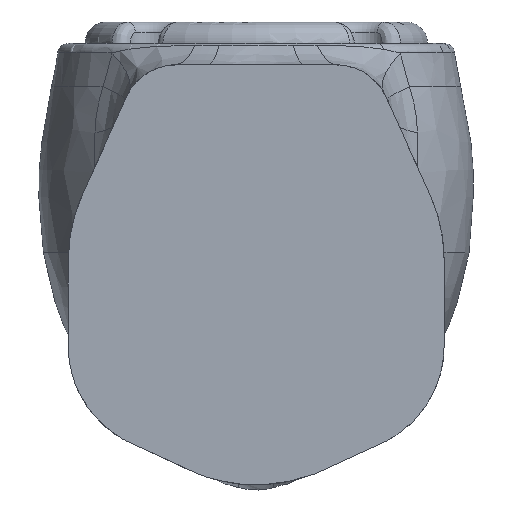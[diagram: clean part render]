
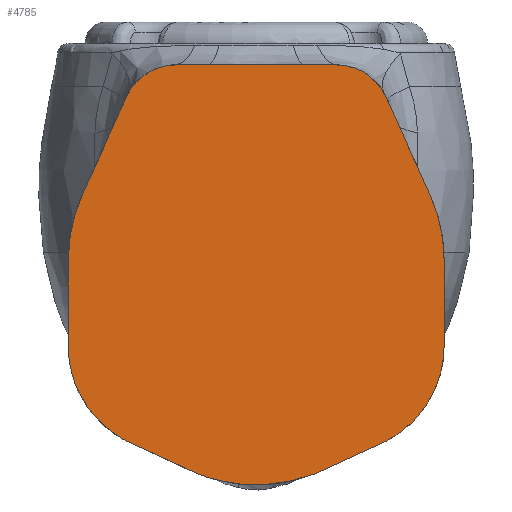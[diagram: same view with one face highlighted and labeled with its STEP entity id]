
A CAD part, front view. The second image highlights one B-rep face of the part: STEP entity #4785.
In plain terms, the highlighted planar face has unit normal (0, -1, 0).
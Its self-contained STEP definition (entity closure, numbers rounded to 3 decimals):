
#269=B_SPLINE_CURVE_WITH_KNOTS('',3,(#11337,#11338,#11339,#11340,#11341,
#11342,#11343),.UNSPECIFIED.,.F.,.F.,(4,3,4),(0.,1.286,2.25),
 .UNSPECIFIED.);
#271=B_SPLINE_CURVE_WITH_KNOTS('',3,(#11367,#11368,#11369,#11370,#11371,
#11372),.UNSPECIFIED.,.F.,.F.,(4,2,4),(0.443,1.383,
1.904),.UNSPECIFIED.);
#273=B_SPLINE_CURVE_WITH_KNOTS('',3,(#11379,#11380,#11381,#11382,#11383,
#11384,#11385),.UNSPECIFIED.,.F.,.F.,(4,3,4),(-1.904,-1.383,
-0.443),.UNSPECIFIED.);
#274=B_SPLINE_CURVE_WITH_KNOTS('',3,(#11387,#11388,#11389,#11390,#11391,
#11392,#11393,#11394,#11395,#11396),.UNSPECIFIED.,.F.,.F.,(4,3,3,4),(0.,
0.625,1.251,2.189),.UNSPECIFIED.);
#275=B_SPLINE_CURVE_WITH_KNOTS('',3,(#11415,#11416,#11417,#11418,#11419,
#11420,#11421,#11422,#11423,#11424),.UNSPECIFIED.,.F.,.F.,(4,3,3,4),(0.,
0.938,1.564,2.189),.UNSPECIFIED.);
#531=PLANE('',#5304);
#789=FACE_OUTER_BOUND('',#1117,.T.);
#1117=EDGE_LOOP('',(#4164,#4165,#4166,#4167,#4168,#4169,#4170,#4171,#4172,
#4173,#4174,#4175,#4176,#4177));
#1328=LINE('',#11398,#1505);
#1329=LINE('',#11402,#1506);
#1330=LINE('',#11406,#1507);
#1331=LINE('',#11410,#1508);
#1332=LINE('',#11414,#1509);
#1505=VECTOR('',#6401,10.);
#1506=VECTOR('',#6404,10.);
#1507=VECTOR('',#6407,10.);
#1508=VECTOR('',#6410,10.);
#1509=VECTOR('',#6413,10.);
#1791=CIRCLE('',#5305,30.);
#1792=CIRCLE('',#5306,10.);
#1793=CIRCLE('',#5307,10.);
#1794=CIRCLE('',#5308,30.);
#2208=VERTEX_POINT('',#11331);
#2209=VERTEX_POINT('',#11336);
#2210=VERTEX_POINT('',#11366);
#2211=VERTEX_POINT('',#11378);
#2212=VERTEX_POINT('',#11386);
#2213=VERTEX_POINT('',#11397);
#2214=VERTEX_POINT('',#11399);
#2215=VERTEX_POINT('',#11401);
#2216=VERTEX_POINT('',#11403);
#2217=VERTEX_POINT('',#11405);
#2218=VERTEX_POINT('',#11407);
#2219=VERTEX_POINT('',#11409);
#2220=VERTEX_POINT('',#11411);
#2221=VERTEX_POINT('',#11413);
#2881=EDGE_CURVE('',#2208,#2209,#269,.T.);
#2883=EDGE_CURVE('',#2210,#2209,#271,.T.);
#2885=EDGE_CURVE('',#2208,#2211,#273,.T.);
#2886=EDGE_CURVE('',#2212,#2211,#274,.T.);
#2887=EDGE_CURVE('',#2212,#2213,#1328,.T.);
#2888=EDGE_CURVE('',#2214,#2213,#1791,.T.);
#2889=EDGE_CURVE('',#2214,#2215,#1329,.T.);
#2890=EDGE_CURVE('',#2215,#2216,#1792,.T.);
#2891=EDGE_CURVE('',#2216,#2217,#1330,.T.);
#2892=EDGE_CURVE('',#2217,#2218,#1793,.T.);
#2893=EDGE_CURVE('',#2218,#2219,#1331,.T.);
#2894=EDGE_CURVE('',#2220,#2219,#1794,.T.);
#2895=EDGE_CURVE('',#2220,#2221,#1332,.T.);
#2896=EDGE_CURVE('',#2210,#2221,#275,.T.);
#4164=ORIENTED_EDGE('',*,*,#2881,.F.);
#4165=ORIENTED_EDGE('',*,*,#2885,.T.);
#4166=ORIENTED_EDGE('',*,*,#2886,.F.);
#4167=ORIENTED_EDGE('',*,*,#2887,.T.);
#4168=ORIENTED_EDGE('',*,*,#2888,.F.);
#4169=ORIENTED_EDGE('',*,*,#2889,.T.);
#4170=ORIENTED_EDGE('',*,*,#2890,.T.);
#4171=ORIENTED_EDGE('',*,*,#2891,.T.);
#4172=ORIENTED_EDGE('',*,*,#2892,.T.);
#4173=ORIENTED_EDGE('',*,*,#2893,.T.);
#4174=ORIENTED_EDGE('',*,*,#2894,.F.);
#4175=ORIENTED_EDGE('',*,*,#2895,.T.);
#4176=ORIENTED_EDGE('',*,*,#2896,.F.);
#4177=ORIENTED_EDGE('',*,*,#2883,.T.);
#4785=ADVANCED_FACE('',(#789),#531,.T.);
#5304=AXIS2_PLACEMENT_3D('',#11377,#6399,#6400);
#5305=AXIS2_PLACEMENT_3D('',#11400,#6402,#6403);
#5306=AXIS2_PLACEMENT_3D('',#11404,#6405,#6406);
#5307=AXIS2_PLACEMENT_3D('',#11408,#6408,#6409);
#5308=AXIS2_PLACEMENT_3D('',#11412,#6411,#6412);
#6399=DIRECTION('center_axis',(0.,-1.,0.));
#6400=DIRECTION('ref_axis',(1.,0.,0.));
#6401=DIRECTION('',(0.,0.,1.));
#6402=DIRECTION('center_axis',(0.,1.,0.));
#6403=DIRECTION('ref_axis',(0.978,0.,0.21));
#6404=DIRECTION('',(-0.411,0.,0.911));
#6405=DIRECTION('center_axis',(0.,-1.,0.));
#6406=DIRECTION('ref_axis',(1.,0.,0.));
#6407=DIRECTION('',(-1.,0.,0.));
#6408=DIRECTION('center_axis',(0.,-1.,0.));
#6409=DIRECTION('ref_axis',(0.,0.,1.));
#6410=DIRECTION('',(-0.411,0.,-0.911));
#6411=DIRECTION('center_axis',(0.,1.,0.));
#6412=DIRECTION('ref_axis',(-0.978,0.,0.21));
#6413=DIRECTION('',(0.,0.,-1.));
#11331=CARTESIAN_POINT('',(10.958,-70.,-76.119));
#11336=CARTESIAN_POINT('',(-10.958,-70.,-76.119));
#11337=CARTESIAN_POINT('Ctrl Pts',(10.958,-70.,-76.119));
#11338=CARTESIAN_POINT('Ctrl Pts',(6.98,-70.,-77.68));
#11339=CARTESIAN_POINT('Ctrl Pts',(2.665,-70.,-78.377));
#11340=CARTESIAN_POINT('Ctrl Pts',(-1.602,-70.,-78.15));
#11341=CARTESIAN_POINT('Ctrl Pts',(-4.802,-70.,-77.98));
#11342=CARTESIAN_POINT('Ctrl Pts',(-7.974,-70.,-77.29));
#11343=CARTESIAN_POINT('Ctrl Pts',(-10.958,-70.,-76.119));
#11366=CARTESIAN_POINT('',(-24.222,-70.,-70.026));
#11367=CARTESIAN_POINT('Ctrl Pts',(-24.222,-70.,-70.026));
#11368=CARTESIAN_POINT('Ctrl Pts',(-21.442,-70.,-71.47));
#11369=CARTESIAN_POINT('Ctrl Pts',(-18.626,-70.,-72.843));
#11370=CARTESIAN_POINT('Ctrl Pts',(-14.175,-70.,-74.814));
#11371=CARTESIAN_POINT('Ctrl Pts',(-12.574,-70.,-75.485));
#11372=CARTESIAN_POINT('Ctrl Pts',(-10.958,-70.,-76.119));
#11377=CARTESIAN_POINT('Origin',(0.,-70.,-40.));
#11378=CARTESIAN_POINT('',(24.222,-70.,-70.026));
#11379=CARTESIAN_POINT('Ctrl Pts',(10.958,-70.,-76.119));
#11380=CARTESIAN_POINT('Ctrl Pts',(12.574,-70.,-75.485));
#11381=CARTESIAN_POINT('Ctrl Pts',(14.175,-70.,-74.814));
#11382=CARTESIAN_POINT('Ctrl Pts',(15.762,-70.,-74.111));
#11383=CARTESIAN_POINT('Ctrl Pts',(18.626,-70.,-72.843));
#11384=CARTESIAN_POINT('Ctrl Pts',(21.442,-70.,-71.47));
#11385=CARTESIAN_POINT('Ctrl Pts',(24.222,-70.,-70.026));
#11386=CARTESIAN_POINT('',(35.,-70.,-52.279));
#11387=CARTESIAN_POINT('Ctrl Pts',(35.,-70.,-52.279));
#11388=CARTESIAN_POINT('Ctrl Pts',(35.,-70.,-54.359));
#11389=CARTESIAN_POINT('Ctrl Pts',(34.672,-70.,-56.437));
#11390=CARTESIAN_POINT('Ctrl Pts',(34.034,-70.,-58.415));
#11391=CARTESIAN_POINT('Ctrl Pts',(33.396,-70.,-60.394));
#11392=CARTESIAN_POINT('Ctrl Pts',(32.448,-70.,-62.273));
#11393=CARTESIAN_POINT('Ctrl Pts',(31.233,-70.,-63.96));
#11394=CARTESIAN_POINT('Ctrl Pts',(29.411,-70.,-66.491));
#11395=CARTESIAN_POINT('Ctrl Pts',(26.99,-70.,-68.588));
#11396=CARTESIAN_POINT('Ctrl Pts',(24.222,-70.,-70.026));
#11397=CARTESIAN_POINT('',(35.,-70.,-36.458));
#11398=CARTESIAN_POINT('',(35.,-70.,-80.));
#11399=CARTESIAN_POINT('',(32.343,-70.,-24.114));
#11400=CARTESIAN_POINT('Origin',(5.,-70.,-36.458));
#11401=CARTESIAN_POINT('',(24.114,-70.,-5.886));
#11402=CARTESIAN_POINT('',(35.,-70.,-30.));
#11403=CARTESIAN_POINT('',(15.,-70.,0.));
#11404=CARTESIAN_POINT('Origin',(15.,-70.,-10.));
#11405=CARTESIAN_POINT('',(-15.,-70.,0.));
#11406=CARTESIAN_POINT('',(15.,-70.,0.));
#11407=CARTESIAN_POINT('',(-24.114,-70.,-5.886));
#11408=CARTESIAN_POINT('Origin',(-15.,-70.,-10.));
#11409=CARTESIAN_POINT('',(-32.343,-70.,-24.114));
#11410=CARTESIAN_POINT('',(-24.114,-70.,-5.886));
#11411=CARTESIAN_POINT('',(-35.,-70.,-36.458));
#11412=CARTESIAN_POINT('Origin',(-5.,-70.,-36.458));
#11413=CARTESIAN_POINT('',(-35.,-70.,-52.279));
#11414=CARTESIAN_POINT('',(-35.,-70.,-30.));
#11415=CARTESIAN_POINT('Ctrl Pts',(-24.222,-70.,-70.026));
#11416=CARTESIAN_POINT('Ctrl Pts',(-26.99,-70.,-68.588));
#11417=CARTESIAN_POINT('Ctrl Pts',(-29.411,-70.,-66.491));
#11418=CARTESIAN_POINT('Ctrl Pts',(-31.233,-70.,-63.96));
#11419=CARTESIAN_POINT('Ctrl Pts',(-32.448,-70.,-62.273));
#11420=CARTESIAN_POINT('Ctrl Pts',(-33.396,-70.,-60.394));
#11421=CARTESIAN_POINT('Ctrl Pts',(-34.034,-70.,-58.415));
#11422=CARTESIAN_POINT('Ctrl Pts',(-34.672,-70.,-56.437));
#11423=CARTESIAN_POINT('Ctrl Pts',(-35.,-70.,-54.359));
#11424=CARTESIAN_POINT('Ctrl Pts',(-35.,-70.,-52.279));
